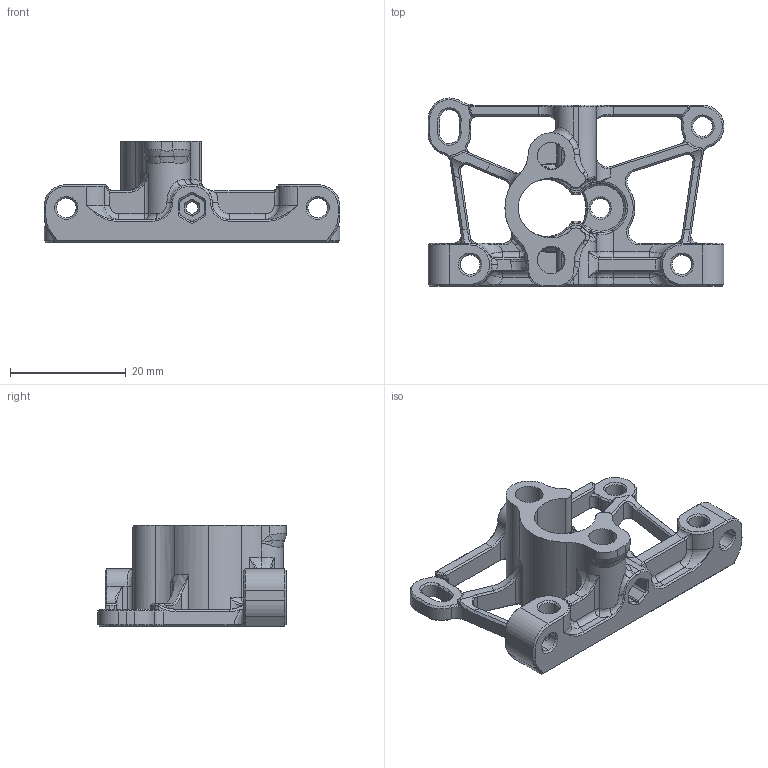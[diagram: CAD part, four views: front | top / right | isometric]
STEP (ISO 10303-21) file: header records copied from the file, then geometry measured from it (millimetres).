
FILE_DESCRIPTION (( 'STEP AP214' ), '1' );
FILE_NAME ('sherpa_mini_fixed_idler_housing_core.STEP', '2023-03-24T18:45:41', ( '' ), ( '' ), 'SwSTEP 2.0', 'SolidWorks 2021', '' );
FILE_SCHEMA (( 'AUTOMOTIVE_DESIGN' ));
Length unit declared in the file: millimetre
Products named in the file (1): sherpa_mini_fixed_idler_housing_core
Bounding box: 51.24 x 32.56 x 17.5 mm (x, y, z)
Volume: 5897.3 mm3; surface area: 5967.3 mm2
Topology: 1 solids, 1 shells, 821 faces, 2039 edges, 1167 vertices
Faces by surface type: bspline 230, cylinder 228, plane 181, cone 167, torus 13, sphere 2
Entity records: 37500 total; most frequent: CARTESIAN_POINT 20193, ORIENTED_EDGE 3988, DIRECTION 3058, EDGE_CURVE 1994, VERTEX_POINT 1167, AXIS2_PLACEMENT_3D 1135, EDGE_LOOP 845, FACE_OUTER_BOUND 821
